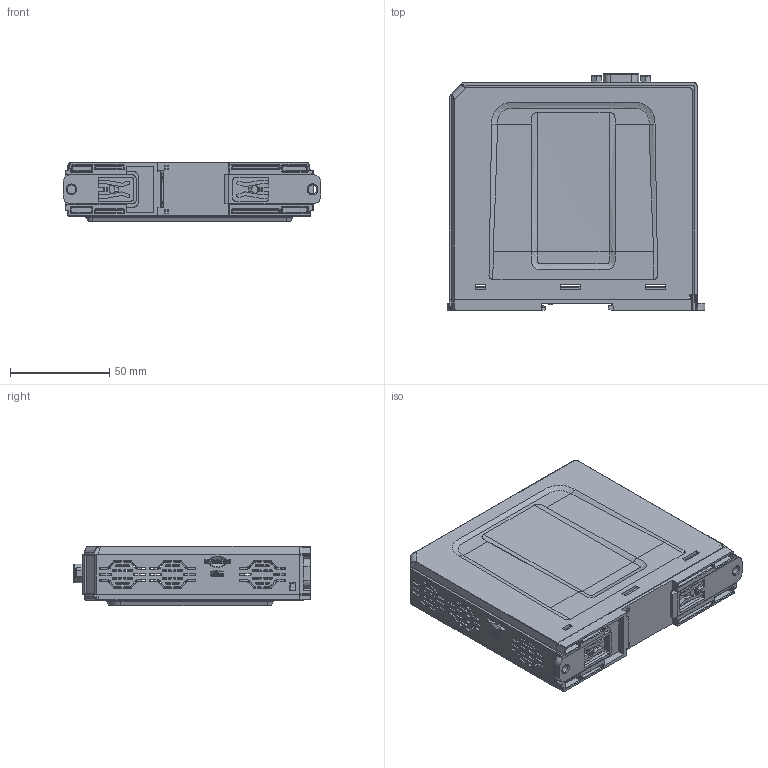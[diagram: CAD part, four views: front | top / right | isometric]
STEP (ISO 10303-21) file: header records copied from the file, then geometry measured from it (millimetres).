
FILE_DESCRIPTION (( 'STEP AP214' ), '1' );
FILE_NAME ('cMT-SVRX-820¡þ920_240304.STEP', '2024-03-04T06:55:17', ( '' ), ( '' ), 'SwSTEP 2.0', 'SolidWorks 2019', '' );
FILE_SCHEMA (( 'AUTOMOTIVE_DESIGN' ));
Length unit declared in the file: millimetre
Products named in the file (35): TG-A6200 20x20x1; S304611050.STEP; SG1503080_171011; RPL_RP-02; FEZHMC100_130529; P13046.STEP; FEVCMHD10_170824; HDMI0003; 3046105600.STEP; P23046-S.STEP; L3046-2.STEP; flat head screw_am_B18.6.7M - M3 x 0.5 x 5 Type I Cross Recessed FHMS --5N; FEZHMC110_V0; MI3046.STEP; cMT-SVRX of RK3568_PCBA (鐵殼RJ45); L3046.STEP; D-SUB (M); FSZ0B0000_康揚3.2-2.5; Micro SD; cMT-SVRX-820／920_240304; 5EHDRC-XXP; FG-0011AAAS09A; J099110351-Y-G; M3046.STEP; J099110351-Y-G.STEP; FEBHMC100_130529; PT7701; I3046.STEP; RZ0HMC000_V1; DN6110V01; FEFCSVX20_210914
Assembly tree (57 placements, depth 7):
  cMT-SVRX-820／920_240304
    FEFCSVX20_210914
    cMT-SVRX of RK3568_PCBA (鐵殼RJ45)
      DN6110V01
      5EHDRC-XXP
      RPL_RP-02
      PT7701
      SG1503080_171011
      Micro SD
        FG-0011AAAS09A
      HDMI0003
      D-SUB (M)
      J099110351-Y-G
        J099110351-Y-G.STEP
          3046105600.STEP
            MI3046.STEP
              M3046.STEP
              I3046.STEP
            L3046.STEP
            L3046-2.STEP
            P23046-S.STEP  x4
            P13046.STEP  x4
          S304611050.STEP
      J099110351-Y-G
        J099110351-Y-G.STEP
          3046105600.STEP
            MI3046.STEP
              M3046.STEP
              I3046.STEP
            L3046.STEP
            L3046-2.STEP
            P23046-S.STEP  x4
            P13046.STEP  x4
          S304611050.STEP
    FEBHMC100_130529
    FEZHMC100_130529
    FEZHMC110_V0
    RZ0HMC000_V1
    FSZ0B0000_康揚3.2-2.5  x2
    TG-A6200 20x20x1
    flat head screw_am_B18.6.7M - M3 x 0.5 x 5 Type I Cross Recessed FHMS --5N  x4
    FEVCMHD10_170824
Bounding box: 129.89 x 119.28 x 29.88 mm (x, y, z)
Volume: 87992.2 mm3; surface area: 128752.9 mm2
Topology: 53 solids, 54 shells, 6383 faces, 17441 edges, 11255 vertices
Faces by surface type: plane 4531, cylinder 1213, cone 386, bspline 144, sphere 60, torus 49
Entity records: 184697 total; most frequent: CARTESIAN_POINT 44400, ORIENTED_EDGE 28526, DIRECTION 25636, EDGE_CURVE 14263, LINE 10732, VECTOR 10732, VERTEX_POINT 9351, AXIS2_PLACEMENT_3D 7452
